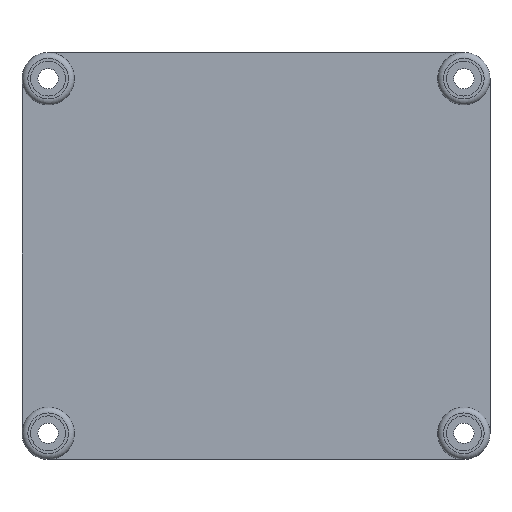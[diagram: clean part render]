
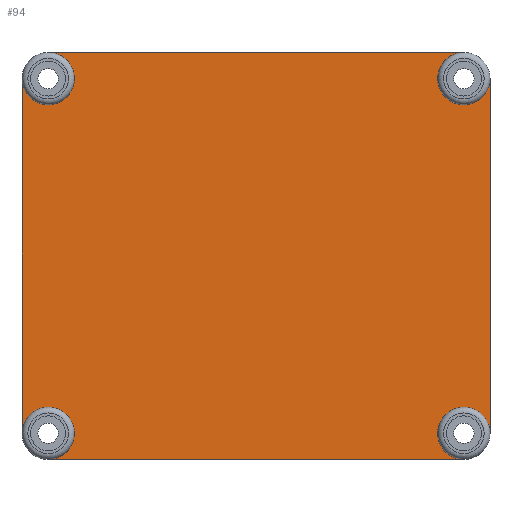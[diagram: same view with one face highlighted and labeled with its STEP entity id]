
A CAD part, top view. The second image highlights one B-rep face of the part: STEP entity #94.
In plain terms, the highlighted planar face has unit normal (0, 0, 1).
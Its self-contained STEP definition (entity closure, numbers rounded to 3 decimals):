
#22 = VERTEX_POINT('',#23);
#23 = CARTESIAN_POINT('',(-31.25,30.5,3.));
#31 = EDGE_CURVE('',#32,#22,#34,.T.);
#32 = VERTEX_POINT('',#33);
#33 = CARTESIAN_POINT('',(-40.25,30.5,3.));
#34 = CIRCLE('',#35,4.5);
#35 = AXIS2_PLACEMENT_3D('',#36,#37,#38);
#36 = CARTESIAN_POINT('',(-35.75,30.5,3.));
#37 = DIRECTION('',(0.,0.,1.));
#38 = DIRECTION('',(1.,0.,0.));
#41 = VERTEX_POINT('',#42);
#42 = CARTESIAN_POINT('',(-35.75,35.,3.));
#49 = EDGE_CURVE('',#22,#41,#50,.T.);
#50 = CIRCLE('',#51,4.5);
#51 = AXIS2_PLACEMENT_3D('',#52,#53,#54);
#52 = CARTESIAN_POINT('',(-35.75,30.5,3.));
#53 = DIRECTION('',(0.,0.,1.));
#54 = DIRECTION('',(1.,0.,0.));
#94 = ADVANCED_FACE('',(#95),#183,.F.);
#95 = FACE_BOUND('',#96,.F.);
#96 = EDGE_LOOP('',(#97,#98,#99,#107,#116,#125,#133,#142,#151,#159,#168,
    #177));
#97 = ORIENTED_EDGE('',*,*,#31,.T.);
#98 = ORIENTED_EDGE('',*,*,#49,.T.);
#99 = ORIENTED_EDGE('',*,*,#100,.T.);
#100 = EDGE_CURVE('',#41,#101,#103,.T.);
#101 = VERTEX_POINT('',#102);
#102 = CARTESIAN_POINT('',(35.75,35.,3.));
#103 = LINE('',#104,#105);
#104 = CARTESIAN_POINT('',(-40.25,35.,3.));
#105 = VECTOR('',#106,1.);
#106 = DIRECTION('',(1.,0.,0.));
#107 = ORIENTED_EDGE('',*,*,#108,.F.);
#108 = EDGE_CURVE('',#109,#101,#111,.T.);
#109 = VERTEX_POINT('',#110);
#110 = CARTESIAN_POINT('',(31.25,30.5,3.));
#111 = CIRCLE('',#112,4.5);
#112 = AXIS2_PLACEMENT_3D('',#113,#114,#115);
#113 = CARTESIAN_POINT('',(35.75,30.5,3.));
#114 = DIRECTION('',(0.,0.,-1.));
#115 = DIRECTION('',(-1.,0.,0.));
#116 = ORIENTED_EDGE('',*,*,#117,.F.);
#117 = EDGE_CURVE('',#118,#109,#120,.T.);
#118 = VERTEX_POINT('',#119);
#119 = CARTESIAN_POINT('',(40.25,30.5,3.));
#120 = CIRCLE('',#121,4.5);
#121 = AXIS2_PLACEMENT_3D('',#122,#123,#124);
#122 = CARTESIAN_POINT('',(35.75,30.5,3.));
#123 = DIRECTION('',(0.,0.,-1.));
#124 = DIRECTION('',(-1.,0.,0.));
#125 = ORIENTED_EDGE('',*,*,#126,.T.);
#126 = EDGE_CURVE('',#118,#127,#129,.T.);
#127 = VERTEX_POINT('',#128);
#128 = CARTESIAN_POINT('',(40.25,-30.5,3.));
#129 = LINE('',#130,#131);
#130 = CARTESIAN_POINT('',(40.25,35.,3.));
#131 = VECTOR('',#132,1.);
#132 = DIRECTION('',(0.,-1.,0.));
#133 = ORIENTED_EDGE('',*,*,#134,.F.);
#134 = EDGE_CURVE('',#135,#127,#137,.T.);
#135 = VERTEX_POINT('',#136);
#136 = CARTESIAN_POINT('',(31.25,-30.5,3.));
#137 = CIRCLE('',#138,4.5);
#138 = AXIS2_PLACEMENT_3D('',#139,#140,#141);
#139 = CARTESIAN_POINT('',(35.75,-30.5,3.));
#140 = DIRECTION('',(0.,0.,-1.));
#141 = DIRECTION('',(-1.,0.,0.));
#142 = ORIENTED_EDGE('',*,*,#143,.F.);
#143 = EDGE_CURVE('',#144,#135,#146,.T.);
#144 = VERTEX_POINT('',#145);
#145 = CARTESIAN_POINT('',(35.75,-35.,3.));
#146 = CIRCLE('',#147,4.5);
#147 = AXIS2_PLACEMENT_3D('',#148,#149,#150);
#148 = CARTESIAN_POINT('',(35.75,-30.5,3.));
#149 = DIRECTION('',(0.,0.,-1.));
#150 = DIRECTION('',(-1.,0.,0.));
#151 = ORIENTED_EDGE('',*,*,#152,.T.);
#152 = EDGE_CURVE('',#144,#153,#155,.T.);
#153 = VERTEX_POINT('',#154);
#154 = CARTESIAN_POINT('',(-35.75,-35.,3.));
#155 = LINE('',#156,#157);
#156 = CARTESIAN_POINT('',(40.25,-35.,3.));
#157 = VECTOR('',#158,1.);
#158 = DIRECTION('',(-1.,0.,0.));
#159 = ORIENTED_EDGE('',*,*,#160,.T.);
#160 = EDGE_CURVE('',#153,#161,#163,.T.);
#161 = VERTEX_POINT('',#162);
#162 = CARTESIAN_POINT('',(-31.25,-30.5,3.));
#163 = CIRCLE('',#164,4.5);
#164 = AXIS2_PLACEMENT_3D('',#165,#166,#167);
#165 = CARTESIAN_POINT('',(-35.75,-30.5,3.));
#166 = DIRECTION('',(0.,0.,1.));
#167 = DIRECTION('',(1.,0.,0.));
#168 = ORIENTED_EDGE('',*,*,#169,.T.);
#169 = EDGE_CURVE('',#161,#170,#172,.T.);
#170 = VERTEX_POINT('',#171);
#171 = CARTESIAN_POINT('',(-40.25,-30.5,3.));
#172 = CIRCLE('',#173,4.5);
#173 = AXIS2_PLACEMENT_3D('',#174,#175,#176);
#174 = CARTESIAN_POINT('',(-35.75,-30.5,3.));
#175 = DIRECTION('',(0.,0.,1.));
#176 = DIRECTION('',(1.,0.,0.));
#177 = ORIENTED_EDGE('',*,*,#178,.T.);
#178 = EDGE_CURVE('',#170,#32,#179,.T.);
#179 = LINE('',#180,#181);
#180 = CARTESIAN_POINT('',(-40.25,-35.,3.));
#181 = VECTOR('',#182,1.);
#182 = DIRECTION('',(0.,1.,0.));
#183 = PLANE('',#184);
#184 = AXIS2_PLACEMENT_3D('',#185,#186,#187);
#185 = CARTESIAN_POINT('',(0.,0.,3.));
#186 = DIRECTION('',(-0.,-0.,-1.));
#187 = DIRECTION('',(-1.,0.,0.));
